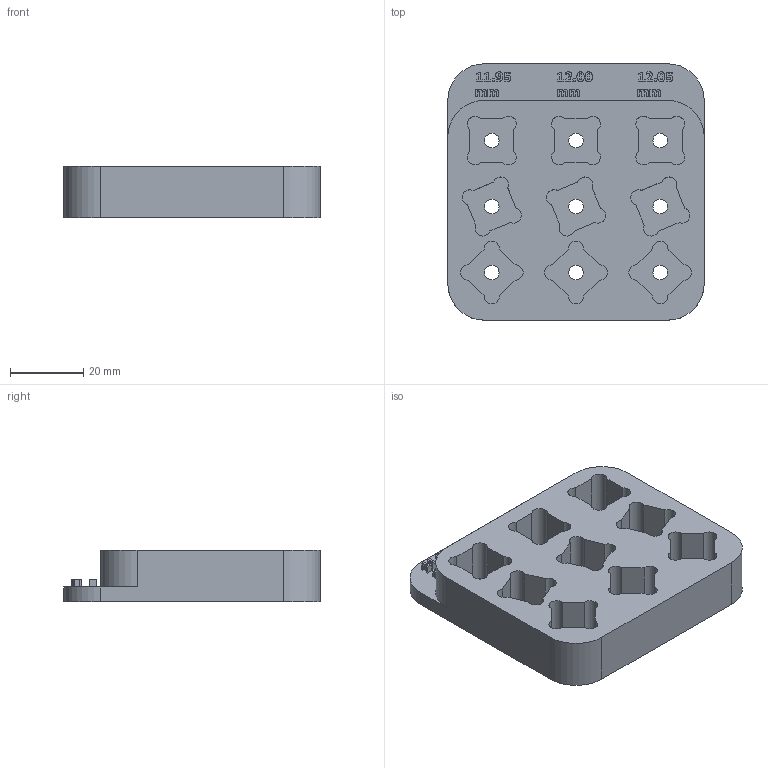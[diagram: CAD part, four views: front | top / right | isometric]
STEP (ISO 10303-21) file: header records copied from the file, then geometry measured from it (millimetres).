
FILE_DESCRIPTION(/* description */ (''),/* implementation_level */ '2;1');
FILE_NAME(/* name */ 'magnet_checker.stp',/* time_stamp */ '2025-11-17T13:40:54-03:00',/* author */ ('Carla Fernandez'),/* organization */ (''),/* preprocessor_version */ 'ST-DEVELOPER v20.1',/* originating_system */ 'Autodesk Inventor 2026',/* authorisation */ '');
FILE_SCHEMA (('AUTOMOTIVE_DESIGN { 1 0 10303 214 3 1 1 }'));
Length unit declared in the file: millimetre
Products named in the file (1): magnet_checker
Bounding box: 70 x 70 x 14 mm (x, y, z)
Volume: 43531.5 mm3; surface area: 19097.5 mm2
Topology: 1 solids, 1 shells, 452 faces, 1248 edges, 832 vertices
Faces by surface type: plane 226, bspline 175, cylinder 51
Full cylindrical faces by diameter (mm): 4 x9
Entity records: 15854 total; most frequent: CARTESIAN_POINT 5339, ORIENTED_EDGE 2496, DIRECTION 1556, EDGE_CURVE 1248, VERTEX_POINT 832, LINE 796, VECTOR 796, EDGE_LOOP 504
